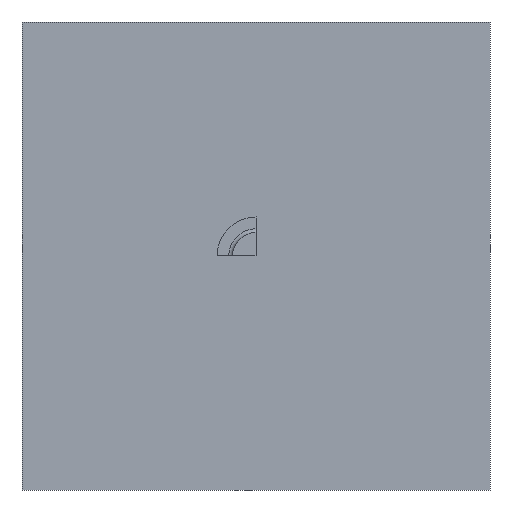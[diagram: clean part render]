
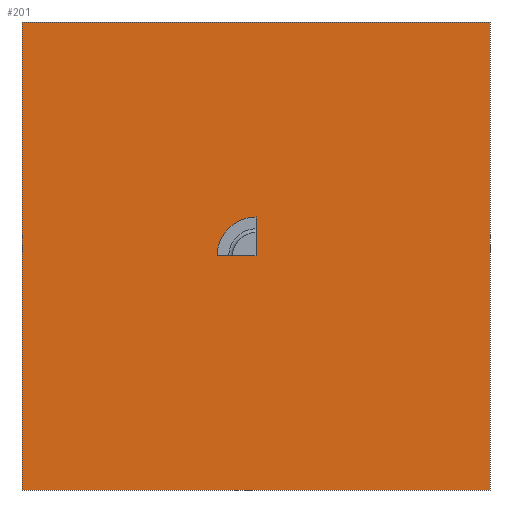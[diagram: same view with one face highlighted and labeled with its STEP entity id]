
A CAD part, front view. The second image highlights one B-rep face of the part: STEP entity #201.
In plain terms, the highlighted planar face has unit normal (0, -1, 0).
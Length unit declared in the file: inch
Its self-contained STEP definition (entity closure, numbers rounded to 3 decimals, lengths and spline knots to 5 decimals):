
#5 = CARTESIAN_POINT ( 'NONE',  ( 0., 0., 0. ) ) ;
#41 = DIRECTION ( 'NONE',  ( 0., 1., 0. ) ) ;
#67 = EDGE_LOOP ( 'NONE', ( #816, #459, #1104, #1111 ) ) ;
#68 = VECTOR ( 'NONE', #699, 39.37008 ) ;
#190 = LINE ( 'NONE', #725, #1024 ) ;
#194 = VERTEX_POINT ( 'NONE', #1055 ) ;
#201 = ADVANCED_FACE ( 'NONE', ( #963 ), #237, .F. ) ;
#237 = PLANE ( 'NONE',  #637 ) ;
#274 = CARTESIAN_POINT ( 'NONE',  ( 15., 0., 0. ) ) ;
#279 = CARTESIAN_POINT ( 'NONE',  ( 0., 0., 15. ) ) ;
#334 = LINE ( 'NONE', #616, #68 ) ;
#357 = DIRECTION ( 'NONE',  ( 0., 0., -1. ) ) ;
#388 = VECTOR ( 'NONE', #357, 39.37008 ) ;
#411 = EDGE_CURVE ( 'NONE', #645, #482, #334, .T. ) ;
#446 = LINE ( 'NONE', #809, #388 ) ;
#459 = ORIENTED_EDGE ( 'NONE', *, *, #628, .F. ) ;
#482 = VERTEX_POINT ( 'NONE', #274 ) ;
#514 = EDGE_CURVE ( 'NONE', #891, #194, #1109, .T. ) ;
#616 = CARTESIAN_POINT ( 'NONE',  ( 0., 0., 0. ) ) ;
#628 = EDGE_CURVE ( 'NONE', #194, #482, #446, .T. ) ;
#631 = DIRECTION ( 'NONE',  ( 1., 0., 0. ) ) ;
#637 = AXIS2_PLACEMENT_3D ( 'NONE', #1035, #41, #1046 ) ;
#645 = VERTEX_POINT ( 'NONE', #5 ) ;
#699 = DIRECTION ( 'NONE',  ( 1., 0., 0. ) ) ;
#725 = CARTESIAN_POINT ( 'NONE',  ( 0., 0., 15. ) ) ;
#809 = CARTESIAN_POINT ( 'NONE',  ( 15., 0., 15. ) ) ;
#816 = ORIENTED_EDGE ( 'NONE', *, *, #411, .T. ) ;
#891 = VERTEX_POINT ( 'NONE', #1081 ) ;
#901 = VECTOR ( 'NONE', #631, 39.37008 ) ;
#963 = FACE_OUTER_BOUND ( 'NONE', #67, .T. ) ;
#1024 = VECTOR ( 'NONE', #1177, 39.37008 ) ;
#1035 = CARTESIAN_POINT ( 'NONE',  ( 0., 0., 15. ) ) ;
#1046 = DIRECTION ( 'NONE',  ( 0., 0., 1. ) ) ;
#1055 = CARTESIAN_POINT ( 'NONE',  ( 15., 0., 15. ) ) ;
#1069 = EDGE_CURVE ( 'NONE', #891, #645, #190, .T. ) ;
#1081 = CARTESIAN_POINT ( 'NONE',  ( 0., 0., 15. ) ) ;
#1104 = ORIENTED_EDGE ( 'NONE', *, *, #514, .F. ) ;
#1109 = LINE ( 'NONE', #279, #901 ) ;
#1111 = ORIENTED_EDGE ( 'NONE', *, *, #1069, .T. ) ;
#1177 = DIRECTION ( 'NONE',  ( 0., 0., -1. ) ) ;
